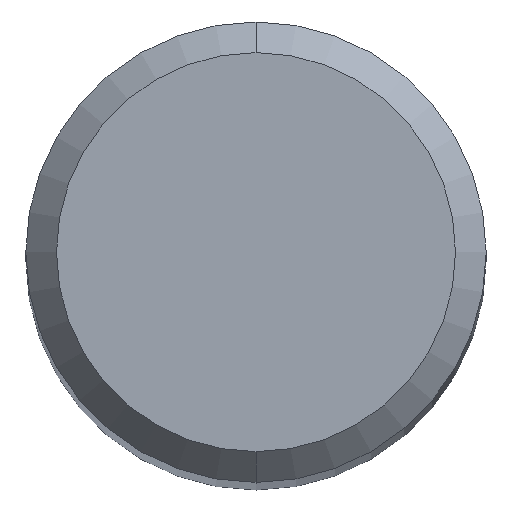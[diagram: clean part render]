
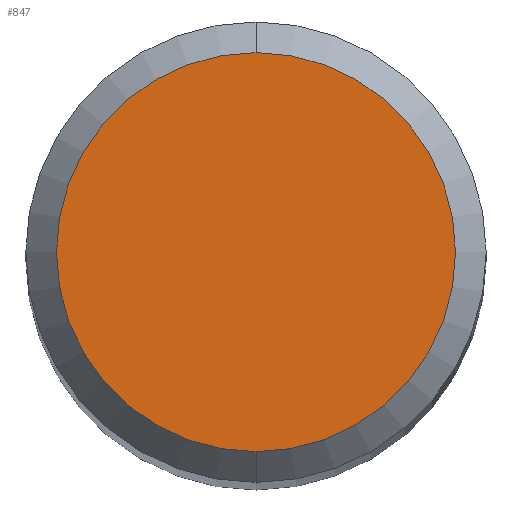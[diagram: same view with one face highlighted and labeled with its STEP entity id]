
A CAD part, top view. The second image highlights one B-rep face of the part: STEP entity #847.
In plain terms, the highlighted planar face has unit normal (0, 0, 1).
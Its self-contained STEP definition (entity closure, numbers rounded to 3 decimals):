
#601=VERTEX_POINT('',#1312);
#767=EDGE_CURVE('',#601,#911,#1492,.T.);
#847=ADVANCED_FACE('',(#1579),#1580,.T.);
#911=VERTEX_POINT('',#1650);
#1011=EDGE_CURVE('',#911,#601,#1756,.T.);
#1312=CARTESIAN_POINT('',(0.,-2.6,0.0));
#1492=CIRCLE('',#5282,2.6);
#1579=FACE_OUTER_BOUND('',#5894,.T.);
#1580=PLANE('',#5895);
#1650=CARTESIAN_POINT('',(0.0,2.6,0.0));
#1756=CIRCLE('',#6991,2.6);
#5282=AXIS2_PLACEMENT_3D('',#7709,#7710,#7711);
#5894=EDGE_LOOP('',(#7803,#7804));
#5895=AXIS2_PLACEMENT_3D('',#7805,#7806,#7807);
#6991=AXIS2_PLACEMENT_3D('',#7956,#7957,#7958);
#7709=CARTESIAN_POINT('',(0.0,0.0,0.0));
#7710=DIRECTION('',(0.0,0.0,-1.0));
#7711=DIRECTION('',(0.0,1.0,0.0));
#7803=ORIENTED_EDGE('',*,*,#1011,.F.);
#7804=ORIENTED_EDGE('',*,*,#767,.F.);
#7805=CARTESIAN_POINT('',(0.0,1.3,0.0));
#7806=DIRECTION('',(-0.0,0.0,1.0));
#7807=DIRECTION('',(0.0,-1.0,0.0));
#7956=CARTESIAN_POINT('',(0.0,0.0,0.0));
#7957=DIRECTION('',(0.0,0.0,-1.0));
#7958=DIRECTION('',(0.0,1.0,0.0));
